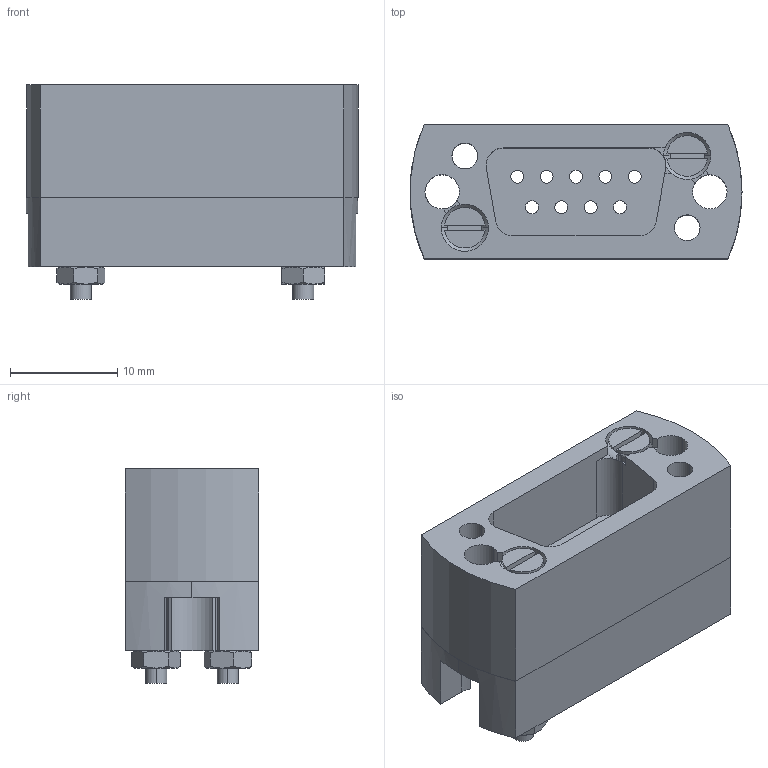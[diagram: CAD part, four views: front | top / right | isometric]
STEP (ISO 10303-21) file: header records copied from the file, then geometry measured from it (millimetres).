
FILE_DESCRIPTION (( 'STEP AP214' ), '1' );
FILE_NAME ('211-MS09-UHV.STEP', '2023-03-27T07:19:28', ( '' ), ( '' ), 'SwSTEP 2.0', 'SolidWorks 2017', '' );
FILE_SCHEMA (( 'AUTOMOTIVE_DESIGN' ));
Length unit declared in the file: millimetre
Products named in the file (5): 9211-MSX-UHV-FP_9211-MS09-UHV-FP; 9211-FSX-UHV-BP_9211-FS09-UHV-BP; Hexagon Nut ISO 4032 - M2 - D - N_Hexagon Nut ISO 4032 - M2 - D - N; ISO 2009 - M2 x 20 --- 20C_ISO 2009 - M2 x 20 --- 20C; 211-MS09-UHV
Assembly tree (6 placements, depth 2):
  211-MS09-UHV
    9211-MSX-UHV-FP_9211-MS09-UHV-FP
    9211-FSX-UHV-BP_9211-FS09-UHV-BP
    Hexagon Nut ISO 4032 - M2 - D - N_Hexagon Nut ISO 4032 - M2 - D - N  x2
    ISO 2009 - M2 x 20 --- 20C_ISO 2009 - M2 x 20 --- 20C  x2
Bounding box: 31 x 12.5 x 20 mm (x, y, z)
Volume: 4554.9 mm3; surface area: 4763.8 mm2
Topology: 6 solids, 6 shells, 289 faces, 711 edges, 437 vertices
Faces by surface type: cylinder 136, cone 76, plane 73, torus 4
Entity records: 7846 total; most frequent: DIRECTION 1420, CARTESIAN_POINT 1383, ORIENTED_EDGE 1238, EDGE_CURVE 619, AXIS2_PLACEMENT_3D 574, VERTEX_POINT 383, CIRCLE 318, EDGE_LOOP 312
